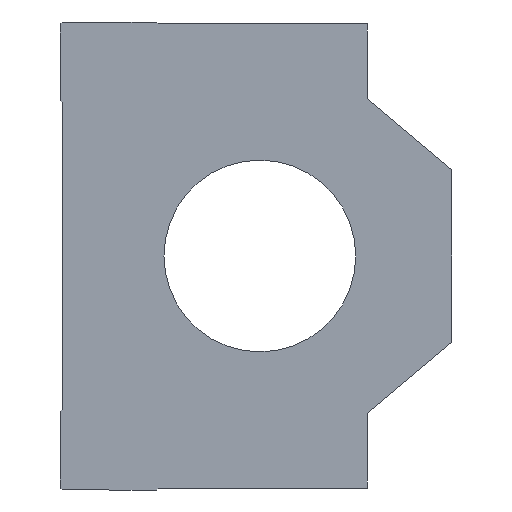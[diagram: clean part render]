
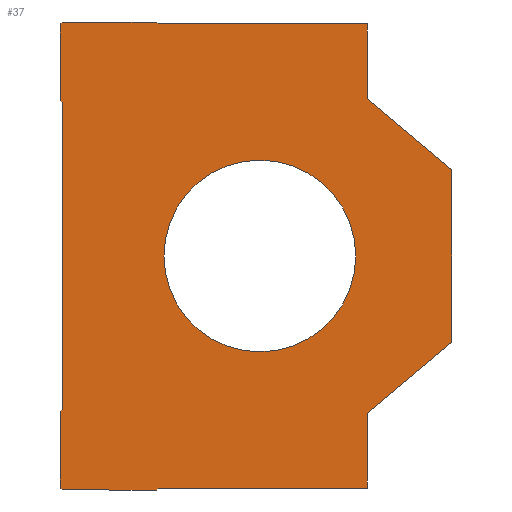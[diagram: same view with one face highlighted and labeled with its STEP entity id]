
A CAD part, left-side view. The second image highlights one B-rep face of the part: STEP entity #37.
In plain terms, the highlighted planar face has unit normal (-1, 0, 0).
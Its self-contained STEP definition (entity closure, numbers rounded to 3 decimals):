
#37 = ADVANCED_FACE ( 'NONE', ( #519, #514 ), #284, .T. ) ;
#43 = VERTEX_POINT ( 'NONE', #289 ) ;
#46 = VERTEX_POINT ( 'NONE', #198 ) ;
#47 = VERTEX_POINT ( 'NONE', #196 ) ;
#50 = VERTEX_POINT ( 'NONE', #263 ) ;
#58 = VERTEX_POINT ( 'NONE', #186 ) ;
#61 = VERTEX_POINT ( 'NONE', #199 ) ;
#62 = VERTEX_POINT ( 'NONE', #203 ) ;
#63 = VERTEX_POINT ( 'NONE', #230 ) ;
#65 = VERTEX_POINT ( 'NONE', #224 ) ;
#66 = VERTEX_POINT ( 'NONE', #192 ) ;
#68 = DIRECTION ( 'NONE',  ( 0., 0.707, -0.707 ) ) ;
#69 = CARTESIAN_POINT ( 'NONE',  ( -55., 27., -61. ) ) ;
#80 = DIRECTION ( 'NONE',  ( 0., 0., -1. ) ) ;
#81 = CARTESIAN_POINT ( 'NONE',  ( -55., -28., 60.5 ) ) ;
#84 = DIRECTION ( 'NONE',  ( 0., 0.707, 0.707 ) ) ;
#85 = CARTESIAN_POINT ( 'NONE',  ( -55., 52., 40.5 ) ) ;
#93 = DIRECTION ( 'NONE',  ( 0., 0., 1. ) ) ;
#106 = CARTESIAN_POINT ( 'NONE',  ( -55., 52., 60.5 ) ) ;
#108 = DIRECTION ( 'NONE',  ( 0., 0.766, -0.643 ) ) ;
#109 = CARTESIAN_POINT ( 'NONE',  ( -55., -50., -22.5 ) ) ;
#114 = DIRECTION ( 'NONE',  ( 0., -0.707, 0.707 ) ) ;
#116 = CARTESIAN_POINT ( 'NONE',  ( -55., 51.5, -40. ) ) ;
#117 = DIRECTION ( 'NONE',  ( 0., 0., -1. ) ) ;
#122 = CARTESIAN_POINT ( 'NONE',  ( -55., -28., -40.96 ) ) ;
#125 = DIRECTION ( 'NONE',  ( 0., 1., 0. ) ) ;
#127 = DIRECTION ( 'NONE',  ( 0., -0.766, -0.643 ) ) ;
#128 = CARTESIAN_POINT ( 'NONE',  ( -55., -50., 22.5 ) ) ;
#132 = DIRECTION ( 'NONE',  ( 0., -0.707, 0.707 ) ) ;
#133 = CARTESIAN_POINT ( 'NONE',  ( -55., 51.5, 61. ) ) ;
#136 = CARTESIAN_POINT ( 'NONE',  ( -55., 51.5, -61. ) ) ;
#137 = DIRECTION ( 'NONE',  ( 0., 0., 1. ) ) ;
#139 = CARTESIAN_POINT ( 'NONE',  ( -55., 51.5, 40. ) ) ;
#154 = DIRECTION ( 'NONE',  ( 0., -0.707, -0.707 ) ) ;
#155 = CARTESIAN_POINT ( 'NONE',  ( -55., 26.5, 60.5 ) ) ;
#158 = CARTESIAN_POINT ( 'NONE',  ( -55., 0., 0. ) ) ;
#159 = VERTEX_POINT ( 'NONE', #205 ) ;
#168 = VERTEX_POINT ( 'NONE', #195 ) ;
#170 = VERTEX_POINT ( 'NONE', #245 ) ;
#186 = CARTESIAN_POINT ( 'NONE',  ( -55., 51.5, -40. ) ) ;
#190 = DIRECTION ( 'NONE',  ( -1., 0., 0. ) ) ;
#191 = CARTESIAN_POINT ( 'NONE',  ( -55., -50., -22.5 ) ) ;
#192 = CARTESIAN_POINT ( 'NONE',  ( -55., 26.5, 60.5 ) ) ;
#195 = CARTESIAN_POINT ( 'NONE',  ( -55., -28., -40.96 ) ) ;
#196 = CARTESIAN_POINT ( 'NONE',  ( -55., 52., 40.5 ) ) ;
#198 = CARTESIAN_POINT ( 'NONE',  ( -55., 51.5, 61. ) ) ;
#199 = CARTESIAN_POINT ( 'NONE',  ( -55., 52., 60.5 ) ) ;
#201 = DIRECTION ( 'NONE',  ( 0., -1., 0. ) ) ;
#203 = CARTESIAN_POINT ( 'NONE',  ( -55., 51.5, -61. ) ) ;
#205 = CARTESIAN_POINT ( 'NONE',  ( -55., 27., -61. ) ) ;
#217 = VERTEX_POINT ( 'NONE', #226 ) ;
#224 = CARTESIAN_POINT ( 'NONE',  ( -55., 52., -40.5 ) ) ;
#226 = CARTESIAN_POINT ( 'NONE',  ( -55., 26.5, -60.5 ) ) ;
#230 = CARTESIAN_POINT ( 'NONE',  ( -55., 51.5, 40. ) ) ;
#231 = CARTESIAN_POINT ( 'NONE',  ( -55., -50., 22.5 ) ) ;
#235 = VERTEX_POINT ( 'NONE', #191 ) ;
#236 = CARTESIAN_POINT ( 'NONE',  ( -55., 27., 61. ) ) ;
#240 = CARTESIAN_POINT ( 'NONE',  ( -55., 27., 61. ) ) ;
#245 = CARTESIAN_POINT ( 'NONE',  ( -55., -28., -60.5 ) ) ;
#247 = DIRECTION ( 'NONE',  ( 1., 0., 0. ) ) ;
#258 = VERTEX_POINT ( 'NONE', #231 ) ;
#262 = VERTEX_POINT ( 'NONE', #274 ) ;
#263 = CARTESIAN_POINT ( 'NONE',  ( -55., -28., 40.96 ) ) ;
#264 = VERTEX_POINT ( 'NONE', #236 ) ;
#274 = CARTESIAN_POINT ( 'NONE',  ( -55., -28., 60.5 ) ) ;
#279 = CARTESIAN_POINT ( 'NONE',  ( -55., -28., -60.5 ) ) ;
#284 = PLANE ( 'NONE',  #350 ) ;
#288 = DIRECTION ( 'NONE',  ( 0., 0., 1. ) ) ;
#289 = CARTESIAN_POINT ( 'NONE',  ( -55., 52., -60.5 ) ) ;
#299 = DIRECTION ( 'NONE',  ( 0., 0., -1. ) ) ;
#345 = AXIS2_PLACEMENT_3D ( 'NONE', #158, #247, #299 ) ;
#350 = AXIS2_PLACEMENT_3D ( 'NONE', #279, #190, #288 ) ;
#398 = VECTOR ( 'NONE', #838, 1000. ) ;
#399 = LINE ( 'NONE', #837, #398 ) ;
#412 = LINE ( 'NONE', #831, #466 ) ;
#415 = VECTOR ( 'NONE', #68, 1000. ) ;
#416 = LINE ( 'NONE', #69, #415 ) ;
#421 = VECTOR ( 'NONE', #80, 1000. ) ;
#422 = LINE ( 'NONE', #81, #421 ) ;
#423 = LINE ( 'NONE', #109, #511 ) ;
#426 = VECTOR ( 'NONE', #84, 1000. ) ;
#428 = LINE ( 'NONE', #85, #426 ) ;
#434 = LINE ( 'NONE', #822, #454 ) ;
#440 = VECTOR ( 'NONE', #125, 1000. ) ;
#441 = VECTOR ( 'NONE', #127, 1000. ) ;
#442 = LINE ( 'NONE', #128, #441 ) ;
#445 = VECTOR ( 'NONE', #132, 1000. ) ;
#447 = LINE ( 'NONE', #133, #445 ) ;
#449 = LINE ( 'NONE', #136, #440 ) ;
#451 = VECTOR ( 'NONE', #137, 1000. ) ;
#454 = VECTOR ( 'NONE', #823, 1000. ) ;
#456 = LINE ( 'NONE', #139, #451 ) ;
#466 = VECTOR ( 'NONE', #832, 1000. ) ;
#469 = VECTOR ( 'NONE', #154, 1000. ) ;
#470 = LINE ( 'NONE', #155, #469 ) ;
#475 = VECTOR ( 'NONE', #93, 1000. ) ;
#480 = VECTOR ( 'NONE', #117, 1000. ) ;
#481 = LINE ( 'NONE', #122, #480 ) ;
#482 = LINE ( 'NONE', #106, #475 ) ;
#491 = VECTOR ( 'NONE', #201, 1000. ) ;
#495 = LINE ( 'NONE', #240, #491 ) ;
#498 = CIRCLE ( 'NONE', #345, 25. ) ;
#500 = LINE ( 'NONE', #116, #507 ) ;
#506 = ORIENTED_EDGE ( 'NONE', *, *, #790, .F. ) ;
#507 = VECTOR ( 'NONE', #114, 1000. ) ;
#511 = VECTOR ( 'NONE', #108, 1000. ) ;
#514 = FACE_OUTER_BOUND ( 'NONE', #721, .T. ) ;
#516 = EDGE_LOOP ( 'NONE', ( #581 ) ) ;
#519 = FACE_BOUND ( 'NONE', #516, .T. ) ;
#581 = ORIENTED_EDGE ( 'NONE', *, *, #733, .T. ) ;
#582 = ORIENTED_EDGE ( 'NONE', *, *, #785, .F. ) ;
#583 = ORIENTED_EDGE ( 'NONE', *, *, #802, .F. ) ;
#585 = ORIENTED_EDGE ( 'NONE', *, *, #751, .F. ) ;
#587 = ORIENTED_EDGE ( 'NONE', *, *, #738, .F. ) ;
#588 = ORIENTED_EDGE ( 'NONE', *, *, #760, .F. ) ;
#640 = ORIENTED_EDGE ( 'NONE', *, *, #769, .F. ) ;
#641 = ORIENTED_EDGE ( 'NONE', *, *, #747, .F. ) ;
#642 = ORIENTED_EDGE ( 'NONE', *, *, #783, .F. ) ;
#643 = ORIENTED_EDGE ( 'NONE', *, *, #758, .F. ) ;
#669 = ORIENTED_EDGE ( 'NONE', *, *, #743, .F. ) ;
#671 = ORIENTED_EDGE ( 'NONE', *, *, #765, .F. ) ;
#674 = ORIENTED_EDGE ( 'NONE', *, *, #773, .F. ) ;
#675 = ORIENTED_EDGE ( 'NONE', *, *, #805, .F. ) ;
#676 = ORIENTED_EDGE ( 'NONE', *, *, #813, .F. ) ;
#678 = ORIENTED_EDGE ( 'NONE', *, *, #798, .F. ) ;
#683 = ORIENTED_EDGE ( 'NONE', *, *, #764, .F. ) ;
#701 = ORIENTED_EDGE ( 'NONE', *, *, #810, .F. ) ;
#721 = EDGE_LOOP ( 'NONE', ( #582, #583, #585, #587, #588, #641, #642, #643, #640, #678, #676, #671, #506, #675, #669, #674, #701, #683 ) ) ;
#724 = VECTOR ( 'NONE', #849, 1000. ) ;
#725 = LINE ( 'NONE', #848, #724 ) ;
#728 = VECTOR ( 'NONE', #844, 1000. ) ;
#729 = LINE ( 'NONE', #843, #728 ) ;
#733 = EDGE_CURVE ( 'NONE', #830, #830, #498, .T. ) ;
#738 = EDGE_CURVE ( 'NONE', #46, #264, #495, .T. ) ;
#743 = EDGE_CURVE ( 'NONE', #168, #170, #481, .T. ) ;
#747 = EDGE_CURVE ( 'NONE', #47, #61, #482, .T. ) ;
#751 = EDGE_CURVE ( 'NONE', #264, #66, #470, .T. ) ;
#758 = EDGE_CURVE ( 'NONE', #58, #63, #456, .T. ) ;
#760 = EDGE_CURVE ( 'NONE', #61, #46, #447, .T. ) ;
#764 = EDGE_CURVE ( 'NONE', #50, #258, #442, .T. ) ;
#765 = EDGE_CURVE ( 'NONE', #159, #62, #449, .T. ) ;
#769 = EDGE_CURVE ( 'NONE', #65, #58, #500, .T. ) ;
#773 = EDGE_CURVE ( 'NONE', #235, #168, #423, .T. ) ;
#783 = EDGE_CURVE ( 'NONE', #63, #47, #428, .T. ) ;
#785 = EDGE_CURVE ( 'NONE', #262, #50, #422, .T. ) ;
#790 = EDGE_CURVE ( 'NONE', #217, #159, #416, .T. ) ;
#798 = EDGE_CURVE ( 'NONE', #43, #65, #434, .T. ) ;
#802 = EDGE_CURVE ( 'NONE', #66, #262, #412, .T. ) ;
#805 = EDGE_CURVE ( 'NONE', #170, #217, #399, .T. ) ;
#810 = EDGE_CURVE ( 'NONE', #258, #235, #729, .T. ) ;
#813 = EDGE_CURVE ( 'NONE', #62, #43, #725, .T. ) ;
#822 = CARTESIAN_POINT ( 'NONE',  ( -55., 52., -40.5 ) ) ;
#823 = DIRECTION ( 'NONE',  ( 0., 0., 1. ) ) ;
#830 = VERTEX_POINT ( 'NONE', #850 ) ;
#831 = CARTESIAN_POINT ( 'NONE',  ( -55., -28., 60.5 ) ) ;
#832 = DIRECTION ( 'NONE',  ( 0., -1., 0. ) ) ;
#837 = CARTESIAN_POINT ( 'NONE',  ( -55., 26.5, -60.5 ) ) ;
#838 = DIRECTION ( 'NONE',  ( 0., 1., 0. ) ) ;
#843 = CARTESIAN_POINT ( 'NONE',  ( -55., -50., 22.5 ) ) ;
#844 = DIRECTION ( 'NONE',  ( 0., 0., -1. ) ) ;
#848 = CARTESIAN_POINT ( 'NONE',  ( -55., 52., -60.5 ) ) ;
#849 = DIRECTION ( 'NONE',  ( 0., 0.707, 0.707 ) ) ;
#850 = CARTESIAN_POINT ( 'NONE',  ( -55., 0., -25. ) ) ;
